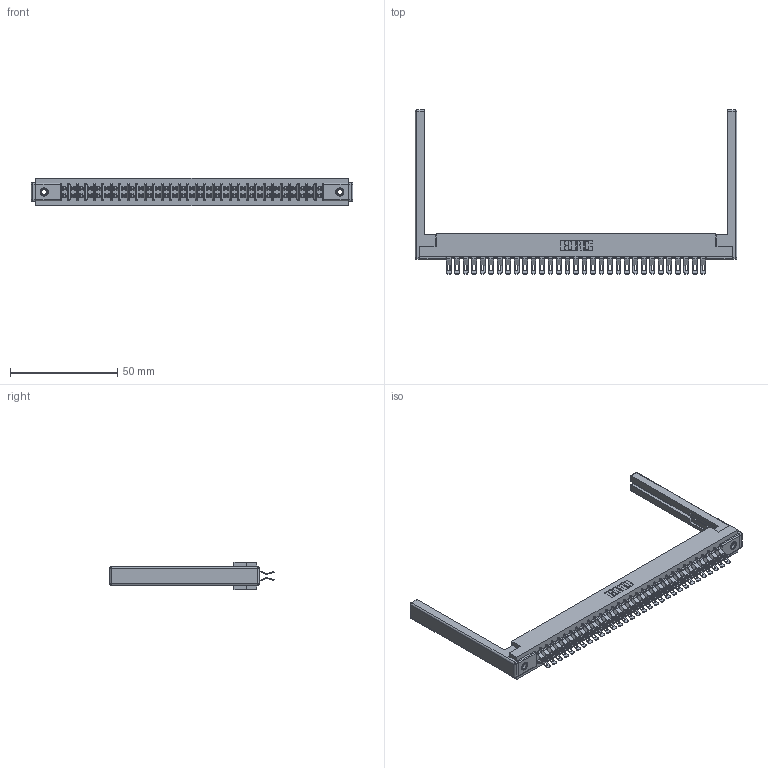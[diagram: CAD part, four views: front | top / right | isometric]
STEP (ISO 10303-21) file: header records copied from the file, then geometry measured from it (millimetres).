
FILE_DESCRIPTION (( 'STEP AP203' ), '1' );
FILE_NAME ('357-062-555-268.STEP', '2019-09-19T07:05:53', ( '' ), ( '' ), 'SwSTEP 2.0', 'SolidWorks 2016', '' );
FILE_SCHEMA (( 'CONFIG_CONTROL_DESIGN' ));
Length unit declared in the file: inch
Products named in the file (5): 307-220-068; 345-250-001_345-250-001-102; 307 Part_.156 Dia Mounting Holes; 357-062-555-268; 307-290-001_555
Assembly tree (67 placements, depth 2):
  357-062-555-268
    307 Part_.156 Dia Mounting Holes
    307-290-001_555  x62
    307-220-068  x2
    345-250-001_345-250-001-102  x2
Bounding box: 150.27 x 76.71 x 12.7 mm (x, y, z)
Volume: 20466.4 mm3; surface area: 24467.1 mm2
Topology: 67 solids, 67 shells, 4086 faces, 11935 edges, 7766 vertices
Faces by surface type: plane 2266, cylinder 1732, sphere 72, cone 12, torus 4
Entity records: 32220 total; most frequent: CARTESIAN_POINT 5256, ORIENTED_EDGE 5202, DIRECTION 5175, EDGE_CURVE 2601, LINE 1977, VECTOR 1977, VERTEX_POINT 1680, AXIS2_PLACEMENT_3D 1599
